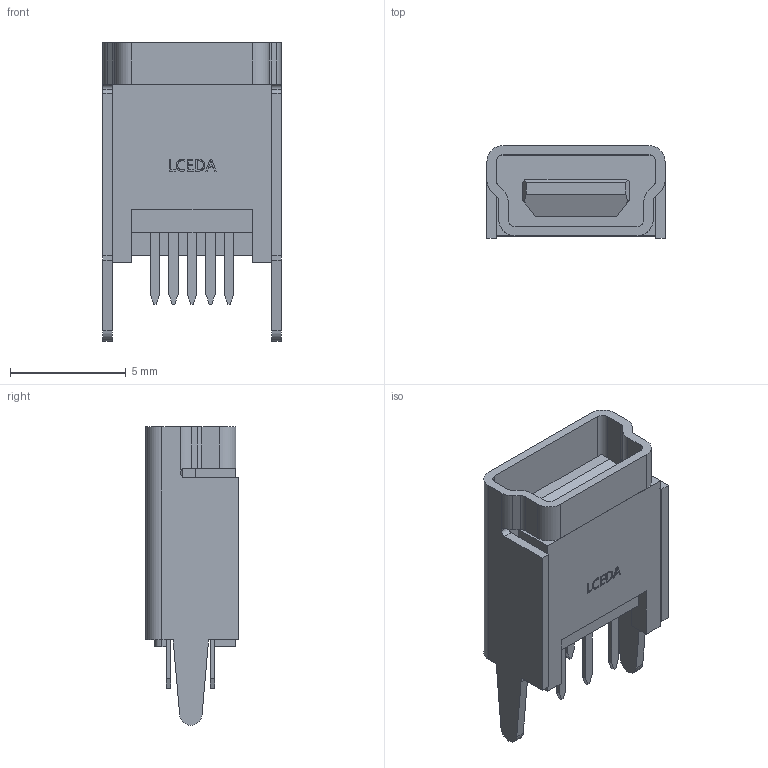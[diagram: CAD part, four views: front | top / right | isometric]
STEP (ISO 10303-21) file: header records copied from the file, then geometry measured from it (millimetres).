
FILE_DESCRIPTION (( 'STEP AP214' ), '1' );
FILE_NAME ('MINI-USB-SMD_U215-051N-4BP81.step', '2022-07-08T03:49:44', ( '' ), ( '' ), 'SwSTEP 2.0', 'SolidWorks 2020', '' );
FILE_SCHEMA (( 'AUTOMOTIVE_DESIGN' ));
Length unit declared in the file: millimetre
Products named in the file (1): MINI-USB-SMD_U215-051N-4BP81
Bounding box: 7.7 x 4 x 12.9 mm (x, y, z)
Volume: 173.6 mm3; surface area: 595.4 mm2
Topology: 2 solids, 2 shells, 420 faces, 1151 edges, 766 vertices
Faces by surface type: plane 280, bspline 112, cylinder 28
Entity records: 18439 total; most frequent: CARTESIAN_POINT 4462, ORIENTED_EDGE 2302, DIRECTION 1589, EDGE_CURVE 1151, VECTOR 867, LINE 867, VERTEX_POINT 766, EDGE_LOOP 453
